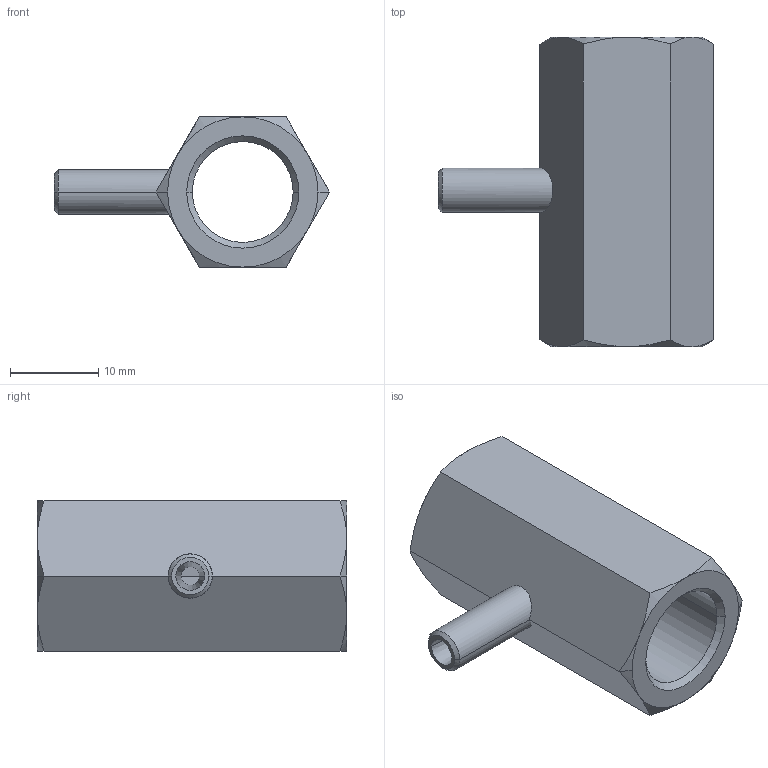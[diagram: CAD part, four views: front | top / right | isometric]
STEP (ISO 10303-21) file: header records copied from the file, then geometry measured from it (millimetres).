
FILE_DESCRIPTION(('STEP AP214'),'1');
FILE_NAME('COVAL_VR07F14.stp','2017-12-27T16:00:11',('TraceParts'),('TraceParts S.A.'),'Spatial InterOp 3D',' ',' ');
FILE_SCHEMA(('automotive_design'));
Length unit declared in the file: millimetre
Products named in the file (1): COVAL_VR07F14
Bounding box: 31.11 x 35 x 17 mm (x, y, z)
Volume: 5323.4 mm3; surface area: 3856.9 mm2
Topology: 1 solids, 1 shells, 39 faces, 90 edges, 52 vertices
Faces by surface type: cone 24, plane 9, cylinder 6
Entity records: 1476 total; most frequent: CARTESIAN_POINT 314, ORIENTED_EDGE 180, DIRECTION 178, EDGE_CURVE 90, AXIS2_PLACEMENT_3D 76, VERTEX_POINT 52, EDGE_LOOP 42, STYLED_ITEM 39
